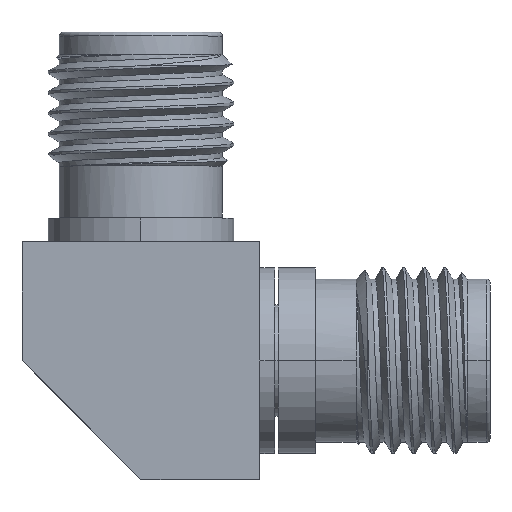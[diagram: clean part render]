
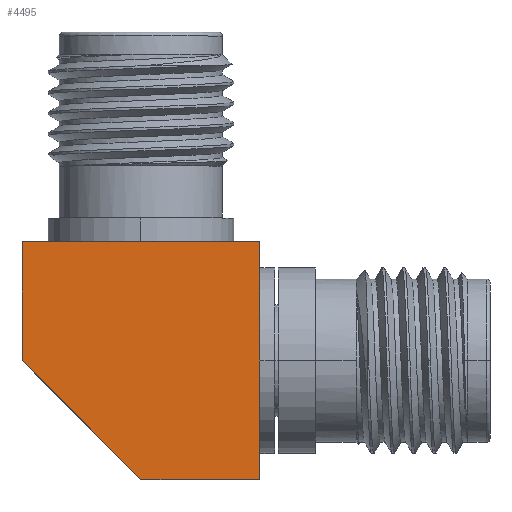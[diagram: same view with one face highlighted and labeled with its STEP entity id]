
A CAD part, top view. The second image highlights one B-rep face of the part: STEP entity #4495.
In plain terms, the highlighted planar face has unit normal (0, 0, 1).
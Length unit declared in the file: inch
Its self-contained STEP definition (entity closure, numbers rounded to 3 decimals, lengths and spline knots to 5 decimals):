
#5 = DIRECTION ( 'NONE',  ( 0., 0., -1. ) ) ;
#292 = EDGE_CURVE ( 'NONE', #526, #830, #994, .T. ) ;
#323 = DIRECTION ( 'NONE',  ( -1., 0., 0. ) ) ;
#454 = LINE ( 'NONE', #1246, #2157 ) ;
#513 = LINE ( 'NONE', #4432, #4215 ) ;
#526 = VERTEX_POINT ( 'NONE', #3895 ) ;
#556 = EDGE_CURVE ( 'NONE', #2007, #526, #4525, .T. ) ;
#625 = VECTOR ( 'NONE', #883, 39.37008 ) ;
#651 = CARTESIAN_POINT ( 'NONE',  ( 0., -0.16, 0.16 ) ) ;
#664 = ORIENTED_EDGE ( 'NONE', *, *, #4898, .T. ) ;
#676 = ORIENTED_EDGE ( 'NONE', *, *, #292, .T. ) ;
#740 = PLANE ( 'NONE',  #2225 ) ;
#812 = CARTESIAN_POINT ( 'NONE',  ( 0., -0.16, 0.16 ) ) ;
#830 = VERTEX_POINT ( 'NONE', #812 ) ;
#883 = DIRECTION ( 'NONE',  ( 1., 0., 0. ) ) ;
#994 = LINE ( 'NONE', #651, #2228 ) ;
#1246 = CARTESIAN_POINT ( 'NONE',  ( 0.16, -0.16, 0.16 ) ) ;
#1272 = CARTESIAN_POINT ( 'NONE',  ( -0.16, -0.16, 0.16 ) ) ;
#1551 = DIRECTION ( 'NONE',  ( 0., -1., 0. ) ) ;
#1676 = LINE ( 'NONE', #1272, #625 ) ;
#1816 = ORIENTED_EDGE ( 'NONE', *, *, #3161, .T. ) ;
#1895 = ORIENTED_EDGE ( 'NONE', *, *, #4877, .T. ) ;
#2007 = VERTEX_POINT ( 'NONE', #3352 ) ;
#2010 = DIRECTION ( 'NONE',  ( -1., 0., 0. ) ) ;
#2043 = ORIENTED_EDGE ( 'NONE', *, *, #556, .T. ) ;
#2157 = VECTOR ( 'NONE', #2778, 39.37008 ) ;
#2225 = AXIS2_PLACEMENT_3D ( 'NONE', #5016, #5, #323 ) ;
#2228 = VECTOR ( 'NONE', #3764, 39.37008 ) ;
#2233 = VERTEX_POINT ( 'NONE', #3022 ) ;
#2235 = VERTEX_POINT ( 'NONE', #2286 ) ;
#2286 = CARTESIAN_POINT ( 'NONE',  ( 0.16, 0.16, 0.16 ) ) ;
#2514 = FACE_OUTER_BOUND ( 'NONE', #3938, .T. ) ;
#2778 = DIRECTION ( 'NONE',  ( 0., 1., 0. ) ) ;
#3022 = CARTESIAN_POINT ( 'NONE',  ( 0.16, -0.16, 0.16 ) ) ;
#3120 = CARTESIAN_POINT ( 'NONE',  ( -0.16, -0.16, 0.16 ) ) ;
#3161 = EDGE_CURVE ( 'NONE', #2233, #2235, #454, .T. ) ;
#3352 = CARTESIAN_POINT ( 'NONE',  ( -0.16, 0.16, 0.16 ) ) ;
#3764 = DIRECTION ( 'NONE',  ( 0.707, -0.707, 0. ) ) ;
#3895 = CARTESIAN_POINT ( 'NONE',  ( -0.16, 0., 0.16 ) ) ;
#3938 = EDGE_LOOP ( 'NONE', ( #2043, #676, #1895, #1816, #664 ) ) ;
#4215 = VECTOR ( 'NONE', #2010, 39.37008 ) ;
#4413 = VECTOR ( 'NONE', #1551, 39.37008 ) ;
#4432 = CARTESIAN_POINT ( 'NONE',  ( -0.16, 0.16, 0.16 ) ) ;
#4495 = ADVANCED_FACE ( 'NONE', ( #2514 ), #740, .F. ) ;
#4525 = LINE ( 'NONE', #3120, #4413 ) ;
#4877 = EDGE_CURVE ( 'NONE', #830, #2233, #1676, .T. ) ;
#4898 = EDGE_CURVE ( 'NONE', #2235, #2007, #513, .T. ) ;
#5016 = CARTESIAN_POINT ( 'NONE',  ( 0., 0., 0.16 ) ) ;
